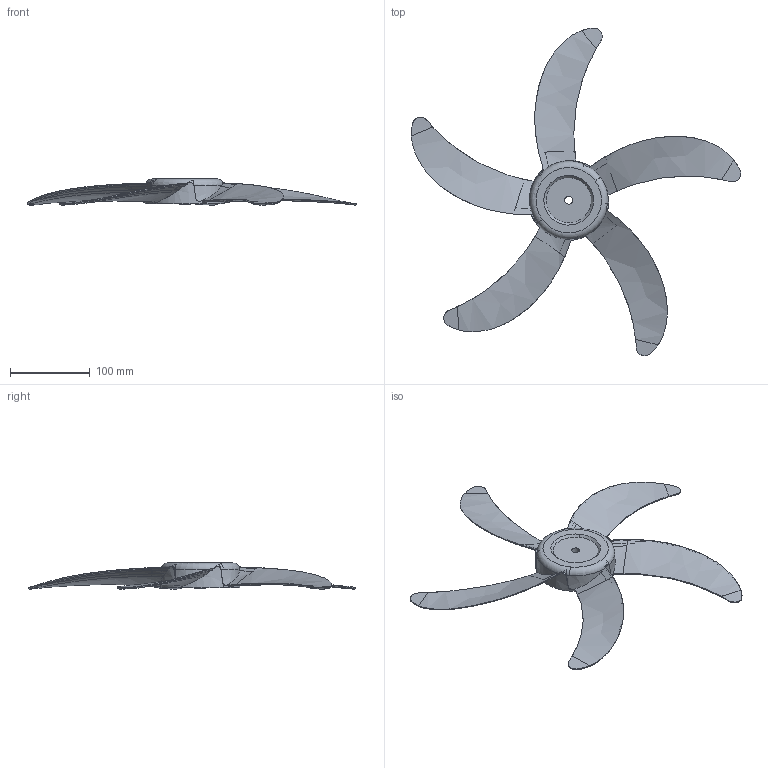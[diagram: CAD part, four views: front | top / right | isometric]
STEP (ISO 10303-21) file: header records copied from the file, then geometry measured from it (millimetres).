
FILE_DESCRIPTION (( 'STEP AP214' ), '1' );
FILE_NAME ('Fan 5 Blade.STEP', '2025-09-24T09:46:38', ( '' ), ( '' ), 'SwSTEP 2.0', 'SolidWorks 2023', '' );
FILE_SCHEMA (( 'AUTOMOTIVE_DESIGN' ));
Products named in the file (1): Fan 5 Blade
Bounding box: 413.84 x 411.96 x 32.88 mm (x, y, z)
Volume: 128176.8 mm3; surface area: 130963.5 mm2
Topology: 1 solids, 1 shells, 305 faces, 883 edges, 582 vertices
Faces by surface type: bspline 175, plane 49, cylinder 45, cone 24, torus 12
Entity records: 29357 total; most frequent: CARTESIAN_POINT 23101, ORIENTED_EDGE 1766, EDGE_CURVE 883, DIRECTION 650, VERTEX_POINT 582, B_SPLINE_CURVE_WITH_KNOTS 582, EDGE_LOOP 309, ADVANCED_FACE 305
